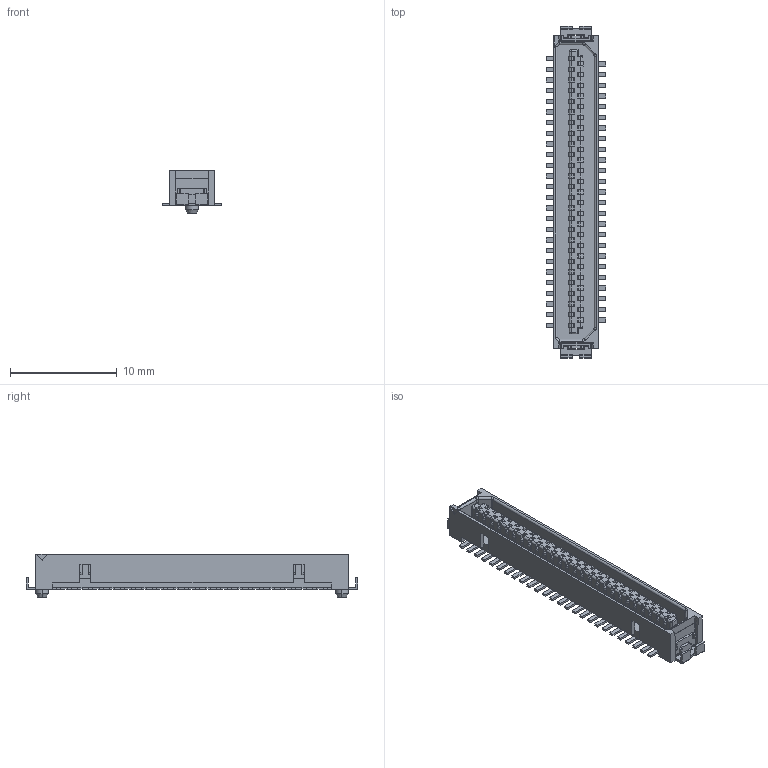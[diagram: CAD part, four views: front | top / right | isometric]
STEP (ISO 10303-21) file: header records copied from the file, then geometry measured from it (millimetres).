
FILE_DESCRIPTION(('OneSpaceDesigner STEP Export'),'2;1');
FILE_NAME('DF9-51P-1V.stp','2008-03-24T11:24:11',(''),(''),'OneSpace Designer STEP processor for AP203 (Solid Model)','OneSpace Designer 13.00 26-Oct-2004 (C) CoCreate Software GmbH','');
FILE_SCHEMA(('CONFIG_CONTROL_DESIGN'));
Length unit declared in the file: millimetre
Products named in the file (2): p2; DF9-51P-1V.stp
Assembly tree (1 placements, depth 2):
  DF9-51P-1V.stp
    p2
Bounding box: 5.6 x 31.1 x 4.1 mm (x, y, z)
Volume: 252 mm3; surface area: 885.8 mm2
Topology: 1 solids, 1 shells, 1437 faces, 4004 edges, 2612 vertices
Faces by surface type: plane 952, cylinder 467, bspline 8, torus 6, cone 4
Entity records: 43178 total; most frequent: ORIENTED_EDGE 8004, CARTESIAN_POINT 7919, DIRECTION 6551, EDGE_CURVE 4002, VECTOR 2877, LINE 2877, VERTEX_POINT 2612, AXIS2_PLACEMENT_3D 1837
